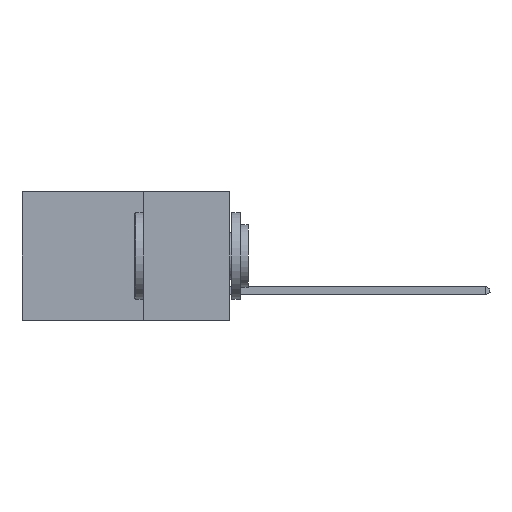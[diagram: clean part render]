
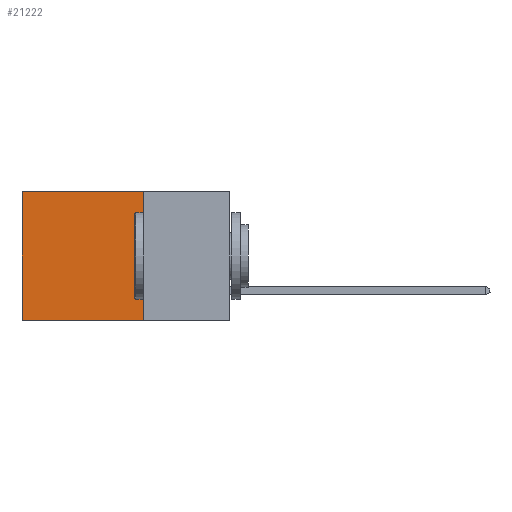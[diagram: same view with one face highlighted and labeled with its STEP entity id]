
A CAD part, left-side view. The second image highlights one B-rep face of the part: STEP entity #21222.
In plain terms, the highlighted planar face has unit normal (-1, 0, 0).
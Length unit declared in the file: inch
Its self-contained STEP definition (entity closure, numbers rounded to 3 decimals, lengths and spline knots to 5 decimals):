
#503 = EDGE_CURVE ( 'NONE', #18755, #22440, #22882, .T. ) ;
#635 = DIRECTION ( 'NONE',  ( 1., 0., 0. ) ) ;
#1253 = LINE ( 'NONE', #24784, #22479 ) ;
#1550 = CARTESIAN_POINT ( 'NONE',  ( 0.298, 0.6, 0. ) ) ;
#2342 = DIRECTION ( 'NONE',  ( 0., 0., -1. ) ) ;
#3233 = EDGE_CURVE ( 'NONE', #9942, #22440, #13219, .T. ) ;
#4835 = DIRECTION ( 'NONE',  ( 0., 1., 0. ) ) ;
#7177 = DIRECTION ( 'NONE',  ( 0., 0., -1. ) ) ;
#7452 = ORIENTED_EDGE ( 'NONE', *, *, #3233, .F. ) ;
#8530 = CARTESIAN_POINT ( 'NONE',  ( 0.298, 0.25, -0.37 ) ) ;
#9012 = ORIENTED_EDGE ( 'NONE', *, *, #11005, .F. ) ;
#9942 = VERTEX_POINT ( 'NONE', #20186 ) ;
#11005 = EDGE_CURVE ( 'NONE', #27946, #9942, #1253, .T. ) ;
#12025 = CARTESIAN_POINT ( 'NONE',  ( 0.298, 0.25, 0. ) ) ;
#12830 = VECTOR ( 'NONE', #2342, 39.37008 ) ;
#13053 = EDGE_LOOP ( 'NONE', ( #15435, #7452, #9012, #24401 ) ) ;
#13129 = CARTESIAN_POINT ( 'NONE',  ( 0.298, 0.25, 0. ) ) ;
#13219 = LINE ( 'NONE', #8530, #28496 ) ;
#13334 = FACE_OUTER_BOUND ( 'NONE', #13053, .T. ) ;
#13717 = CARTESIAN_POINT ( 'NONE',  ( 0.298, 0.6, 0. ) ) ;
#13981 = CARTESIAN_POINT ( 'NONE',  ( 0.298, 0.25, 0. ) ) ;
#15435 = ORIENTED_EDGE ( 'NONE', *, *, #503, .T. ) ;
#15745 = VECTOR ( 'NONE', #16398, 39.37008 ) ;
#16398 = DIRECTION ( 'NONE',  ( 0., 1., 0. ) ) ;
#18453 = DIRECTION ( 'NONE',  ( 0., 0., -1. ) ) ;
#18755 = VERTEX_POINT ( 'NONE', #13717 ) ;
#20186 = CARTESIAN_POINT ( 'NONE',  ( 0.298, 0.25, -0.37 ) ) ;
#21222 = ADVANCED_FACE ( 'NONE', ( #13334 ), #24946, .F. ) ;
#21251 = EDGE_CURVE ( 'NONE', #27946, #18755, #27535, .T. ) ;
#22440 = VERTEX_POINT ( 'NONE', #27843 ) ;
#22479 = VECTOR ( 'NONE', #7177, 39.37008 ) ;
#22882 = LINE ( 'NONE', #1550, #12830 ) ;
#23182 = AXIS2_PLACEMENT_3D ( 'NONE', #13981, #635, #18453 ) ;
#24401 = ORIENTED_EDGE ( 'NONE', *, *, #21251, .T. ) ;
#24784 = CARTESIAN_POINT ( 'NONE',  ( 0.298, 0.25, 0. ) ) ;
#24946 = PLANE ( 'NONE',  #23182 ) ;
#27535 = LINE ( 'NONE', #12025, #15745 ) ;
#27843 = CARTESIAN_POINT ( 'NONE',  ( 0.298, 0.6, -0.37 ) ) ;
#27946 = VERTEX_POINT ( 'NONE', #13129 ) ;
#28496 = VECTOR ( 'NONE', #4835, 39.37008 ) ;
